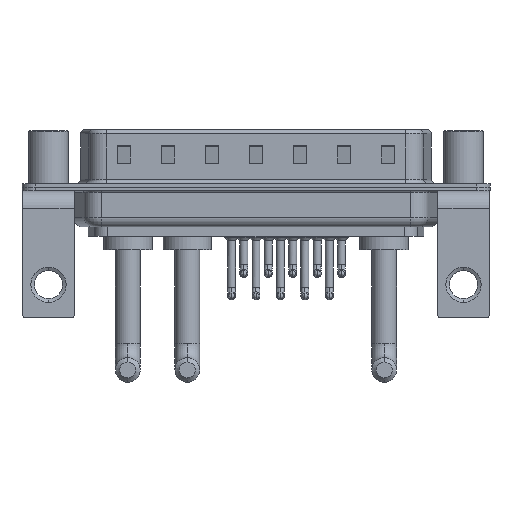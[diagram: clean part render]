
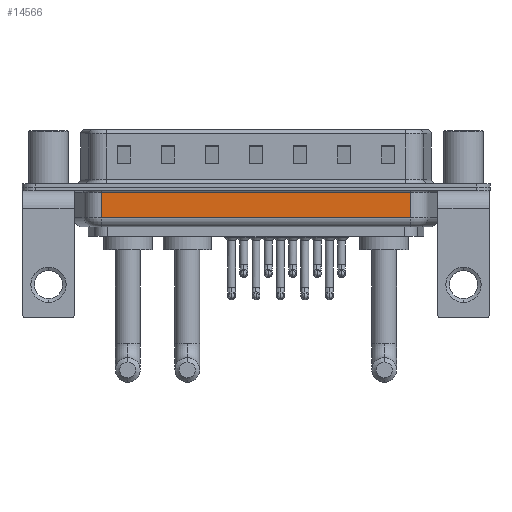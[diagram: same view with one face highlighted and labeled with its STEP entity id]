
A CAD part, front view. The second image highlights one B-rep face of the part: STEP entity #14566.
In plain terms, the highlighted planar face has unit normal (0, -1, 0).
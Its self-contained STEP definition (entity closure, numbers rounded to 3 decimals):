
#400 = DIRECTION ( 'NONE',  ( 0., 0., 1. ) ) ;
#772 = VERTEX_POINT ( 'NONE', #25280 ) ;
#852 = DIRECTION ( 'NONE',  ( 0., 0., 1. ) ) ;
#1905 = VERTEX_POINT ( 'NONE', #10066 ) ;
#1922 = CARTESIAN_POINT ( 'NONE',  ( 6.006, -5.35, -3.5 ) ) ;
#1959 = CARTESIAN_POINT ( 'NONE',  ( 6.006, -5.35, -0.65 ) ) ;
#2288 = ORIENTED_EDGE ( 'NONE', *, *, #20747, .T. ) ;
#2639 = CARTESIAN_POINT ( 'NONE',  ( 6.006, -5.35, -4.5 ) ) ;
#3625 = VECTOR ( 'NONE', #19197, 1000. ) ;
#3697 = VERTEX_POINT ( 'NONE', #19332 ) ;
#4410 = ORIENTED_EDGE ( 'NONE', *, *, #8491, .T. ) ;
#5085 = LINE ( 'NONE', #21314, #3625 ) ;
#5496 = AXIS2_PLACEMENT_3D ( 'NONE', #25003, #11176, #852 ) ;
#6729 = DIRECTION ( 'NONE',  ( 0., 0., 1. ) ) ;
#7354 = LINE ( 'NONE', #19756, #15825 ) ;
#8491 = EDGE_CURVE ( 'NONE', #3697, #1905, #12528, .T. ) ;
#10066 = CARTESIAN_POINT ( 'NONE',  ( 6.006, -5.35, -0.65 ) ) ;
#11136 = EDGE_LOOP ( 'NONE', ( #25127, #15464, #2288, #4410 ) ) ;
#11176 = DIRECTION ( 'NONE',  ( 0., 1., 0. ) ) ;
#12528 = LINE ( 'NONE', #1959, #17269 ) ;
#14566 = ADVANCED_FACE ( 'NONE', ( #23161 ), #16357, .F. ) ;
#14640 = DIRECTION ( 'NONE',  ( -1., 0., 0. ) ) ;
#15432 = EDGE_CURVE ( 'NONE', #25513, #1905, #24812, .T. ) ;
#15464 = ORIENTED_EDGE ( 'NONE', *, *, #25748, .T. ) ;
#15825 = VECTOR ( 'NONE', #6729, 1000. ) ;
#16074 = VECTOR ( 'NONE', #400, 1000. ) ;
#16357 = PLANE ( 'NONE',  #5496 ) ;
#17269 = VECTOR ( 'NONE', #14640, 1000. ) ;
#19197 = DIRECTION ( 'NONE',  ( 1., 0., 0. ) ) ;
#19332 = CARTESIAN_POINT ( 'NONE',  ( 41.044, -5.35, -0.65 ) ) ;
#19756 = CARTESIAN_POINT ( 'NONE',  ( 41.044, -5.35, -4.5 ) ) ;
#20747 = EDGE_CURVE ( 'NONE', #772, #3697, #7354, .T. ) ;
#21314 = CARTESIAN_POINT ( 'NONE',  ( 6.006, -5.35, -3.5 ) ) ;
#23161 = FACE_OUTER_BOUND ( 'NONE', #11136, .T. ) ;
#24812 = LINE ( 'NONE', #2639, #16074 ) ;
#25003 = CARTESIAN_POINT ( 'NONE',  ( 6.006, -5.35, -4.5 ) ) ;
#25127 = ORIENTED_EDGE ( 'NONE', *, *, #15432, .F. ) ;
#25280 = CARTESIAN_POINT ( 'NONE',  ( 41.044, -5.35, -3.5 ) ) ;
#25513 = VERTEX_POINT ( 'NONE', #1922 ) ;
#25748 = EDGE_CURVE ( 'NONE', #25513, #772, #5085, .T. ) ;
